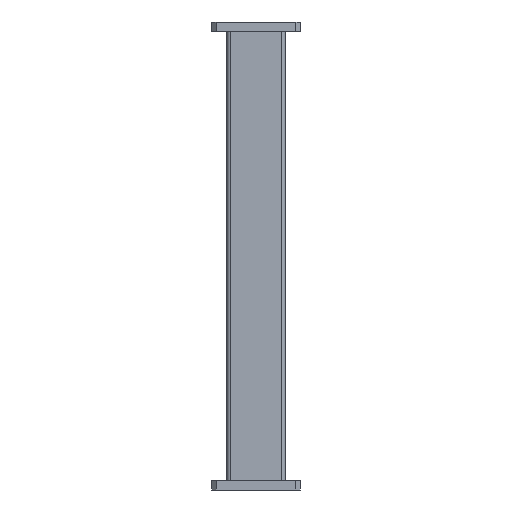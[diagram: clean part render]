
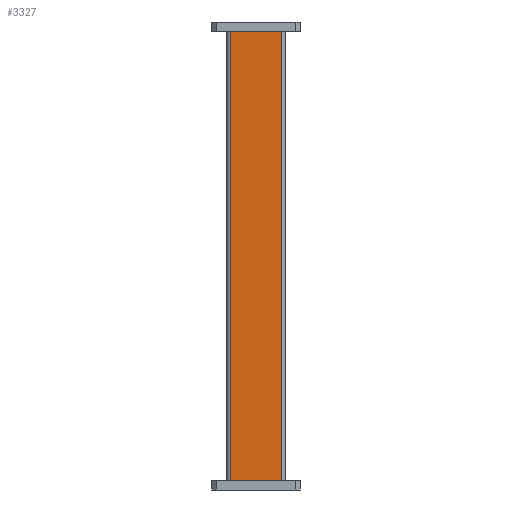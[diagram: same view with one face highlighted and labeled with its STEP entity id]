
A CAD part, front view. The second image highlights one B-rep face of the part: STEP entity #3327.
In plain terms, the highlighted planar face has unit normal (0, -1, 0).
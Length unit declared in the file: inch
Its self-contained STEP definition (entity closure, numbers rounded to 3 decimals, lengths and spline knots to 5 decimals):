
#2 = ORIENTED_EDGE ( 'NONE', *, *, #1741, .T. ) ;
#60 = EDGE_CURVE ( 'NONE', #2921, #1703, #2666, .T. ) ;
#211 = DIRECTION ( 'NONE',  ( 0., 1., 0. ) ) ;
#253 = CARTESIAN_POINT ( 'NONE',  ( 0.65, -0.375, -13.44083 ) ) ;
#479 = FACE_OUTER_BOUND ( 'NONE', #1095, .T. ) ;
#653 = CARTESIAN_POINT ( 'NONE',  ( 0.65, -0.375, -11.76378 ) ) ;
#756 = CARTESIAN_POINT ( 'NONE',  ( 0.65, -0.375, -0.23622 ) ) ;
#759 = CARTESIAN_POINT ( 'NONE',  ( 0.75, -0.375, -0.23622 ) ) ;
#1095 = EDGE_LOOP ( 'NONE', ( #3111, #2, #1719, #2789 ) ) ;
#1284 = DIRECTION ( 'NONE',  ( 1., 0., 0. ) ) ;
#1362 = VERTEX_POINT ( 'NONE', #2642 ) ;
#1448 = EDGE_CURVE ( 'NONE', #1362, #2501, #2623, .T. ) ;
#1526 = DIRECTION ( 'NONE',  ( 0., 0., -1. ) ) ;
#1543 = CARTESIAN_POINT ( 'NONE',  ( -0.65, -0.375, -13.44083 ) ) ;
#1685 = AXIS2_PLACEMENT_3D ( 'NONE', #2626, #211, #2361 ) ;
#1703 = VERTEX_POINT ( 'NONE', #3083 ) ;
#1719 = ORIENTED_EDGE ( 'NONE', *, *, #1448, .T. ) ;
#1741 = EDGE_CURVE ( 'NONE', #1703, #1362, #2604, .T. ) ;
#2067 = DIRECTION ( 'NONE',  ( -1., 0., 0. ) ) ;
#2085 = LINE ( 'NONE', #253, #3458 ) ;
#2313 = PLANE ( 'NONE',  #1685 ) ;
#2361 = DIRECTION ( 'NONE',  ( 0., 0., 1. ) ) ;
#2374 = VECTOR ( 'NONE', #1284, 39.37008 ) ;
#2378 = VECTOR ( 'NONE', #1526, 39.37008 ) ;
#2501 = VERTEX_POINT ( 'NONE', #653 ) ;
#2604 = LINE ( 'NONE', #1543, #2378 ) ;
#2623 = LINE ( 'NONE', #3416, #2374 ) ;
#2626 = CARTESIAN_POINT ( 'NONE',  ( 0.75, -0.375, -13.44083 ) ) ;
#2642 = CARTESIAN_POINT ( 'NONE',  ( -0.65, -0.375, -11.76378 ) ) ;
#2666 = LINE ( 'NONE', #759, #3430 ) ;
#2789 = ORIENTED_EDGE ( 'NONE', *, *, #2856, .T. ) ;
#2856 = EDGE_CURVE ( 'NONE', #2501, #2921, #2085, .T. ) ;
#2921 = VERTEX_POINT ( 'NONE', #756 ) ;
#3083 = CARTESIAN_POINT ( 'NONE',  ( -0.65, -0.375, -0.23622 ) ) ;
#3111 = ORIENTED_EDGE ( 'NONE', *, *, #60, .T. ) ;
#3180 = DIRECTION ( 'NONE',  ( 0., 0., 1. ) ) ;
#3327 = ADVANCED_FACE ( 'NONE', ( #479 ), #2313, .F. ) ;
#3416 = CARTESIAN_POINT ( 'NONE',  ( 0.75, -0.375, -11.76378 ) ) ;
#3430 = VECTOR ( 'NONE', #2067, 39.37008 ) ;
#3458 = VECTOR ( 'NONE', #3180, 39.37008 ) ;
